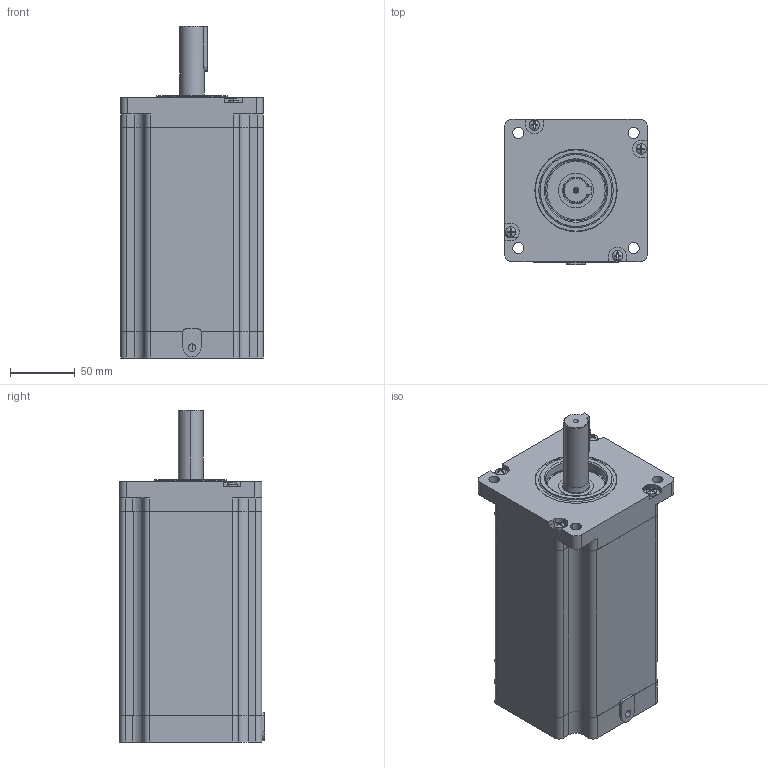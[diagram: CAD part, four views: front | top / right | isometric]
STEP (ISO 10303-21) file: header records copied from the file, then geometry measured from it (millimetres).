
FILE_DESCRIPTION((''),'2;1');
FILE_NAME('FL110STH201-8004A_SW0001','2021-04-14T09:15:28',('guhaibo'),(''),'CREO PARAMETRIC BY PTC INC, 2017110','CREO PARAMETRIC BY PTC INC, 2017110','');
FILE_SCHEMA(('CONFIG_CONTROL_DESIGN'));
Length unit declared in the file: millimetre
Products named in the file (1): FL110STH201-8004A_SW0001
Bounding box: 110 x 112 x 256.3 mm (x, y, z)
Surface area: 130391.1 mm2 (no closed solid volume)
Topology: 0 solids, 9 shells, 187 faces, 684 edges, 498 vertices
Faces by surface type: plane 91, cylinder 74, cone 11, sphere 8, torus 3
Entity records: 7405 total; most frequent: CARTESIAN_POINT 1384, DIRECTION 1383, ORIENTED_EDGE 1063, EDGE_CURVE 680, AXIS2_PLACEMENT_3D 520, VERTEX_POINT 498, VECTOR 343, LINE 343
